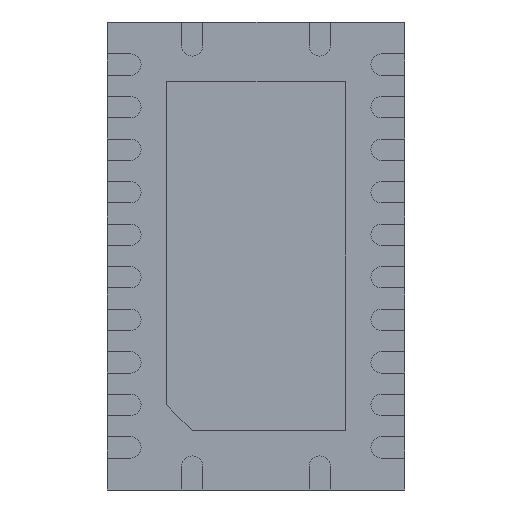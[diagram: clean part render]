
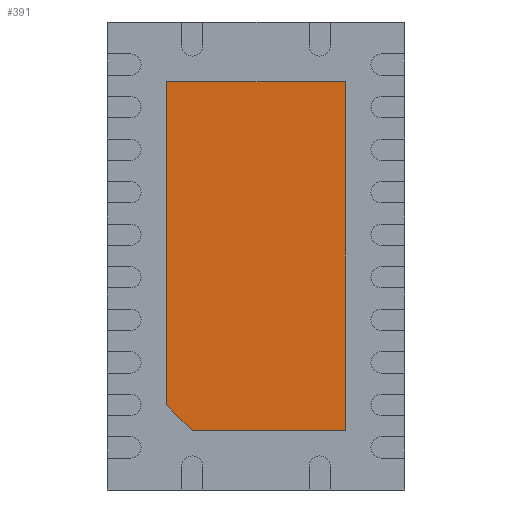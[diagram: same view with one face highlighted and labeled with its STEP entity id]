
A CAD part, front view. The second image highlights one B-rep face of the part: STEP entity #391.
In plain terms, the highlighted planar face has unit normal (0, -1, 0).
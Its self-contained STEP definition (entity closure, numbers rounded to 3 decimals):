
#315 = PLANE ( 'NONE',  #3291 ) ;
#391 = ADVANCED_FACE ( 'NONE', ( #1639 ), #315, .T. ) ;
#411 = LINE ( 'NONE', #5307, #7538 ) ;
#419 = VERTEX_POINT ( 'NONE', #1558 ) ;
#451 = CARTESIAN_POINT ( 'NONE',  ( -1.05, 0., -2.05 ) ) ;
#979 = CARTESIAN_POINT ( 'NONE',  ( -1.05, 0., 2.05 ) ) ;
#1273 = ORIENTED_EDGE ( 'NONE', *, *, #2239, .T. ) ;
#1558 = CARTESIAN_POINT ( 'NONE',  ( 1.05, 0., 2.05 ) ) ;
#1639 = FACE_OUTER_BOUND ( 'NONE', #5080, .T. ) ;
#1792 = CARTESIAN_POINT ( 'NONE',  ( -1.05, 0., 2.05 ) ) ;
#1870 = EDGE_CURVE ( 'NONE', #419, #5214, #2972, .T. ) ;
#2239 = EDGE_CURVE ( 'NONE', #3033, #419, #411, .T. ) ;
#2332 = ORIENTED_EDGE ( 'NONE', *, *, #7198, .T. ) ;
#2538 = ORIENTED_EDGE ( 'NONE', *, *, #5619, .T. ) ;
#2938 = DIRECTION ( 'NONE',  ( 0., -1., 0. ) ) ;
#2972 = LINE ( 'NONE', #1792, #5228 ) ;
#3033 = VERTEX_POINT ( 'NONE', #3449 ) ;
#3291 = AXIS2_PLACEMENT_3D ( 'NONE', #4107, #2938, #6601 ) ;
#3449 = CARTESIAN_POINT ( 'NONE',  ( 1.05, 0., -2.05 ) ) ;
#3582 = DIRECTION ( 'NONE',  ( 1., 0., 0. ) ) ;
#3733 = CARTESIAN_POINT ( 'NONE',  ( -0.75, 0., -2.05 ) ) ;
#3909 = VECTOR ( 'NONE', #7987, 1000. ) ;
#4033 = DIRECTION ( 'NONE',  ( 0.707, 0., -0.707 ) ) ;
#4086 = DIRECTION ( 'NONE',  ( 0., 0., 1. ) ) ;
#4107 = CARTESIAN_POINT ( 'NONE',  ( 0., 0., 0. ) ) ;
#4764 = LINE ( 'NONE', #451, #7292 ) ;
#4847 = CARTESIAN_POINT ( 'NONE',  ( -1.05, 0., -1.75 ) ) ;
#5080 = EDGE_LOOP ( 'NONE', ( #2332, #7322, #2538, #1273, #6795 ) ) ;
#5201 = VERTEX_POINT ( 'NONE', #4847 ) ;
#5214 = VERTEX_POINT ( 'NONE', #7968 ) ;
#5228 = VECTOR ( 'NONE', #8055, 1000. ) ;
#5248 = CARTESIAN_POINT ( 'NONE',  ( -1.4, 0., -1.4 ) ) ;
#5307 = CARTESIAN_POINT ( 'NONE',  ( 1.05, 0., 2.05 ) ) ;
#5619 = EDGE_CURVE ( 'NONE', #6794, #3033, #4764, .T. ) ;
#6019 = EDGE_CURVE ( 'NONE', #5201, #6794, #7270, .T. ) ;
#6238 = VECTOR ( 'NONE', #4033, 1000. ) ;
#6601 = DIRECTION ( 'NONE',  ( 0., 0., -1. ) ) ;
#6732 = LINE ( 'NONE', #979, #3909 ) ;
#6794 = VERTEX_POINT ( 'NONE', #3733 ) ;
#6795 = ORIENTED_EDGE ( 'NONE', *, *, #1870, .T. ) ;
#7198 = EDGE_CURVE ( 'NONE', #5214, #5201, #6732, .T. ) ;
#7270 = LINE ( 'NONE', #5248, #6238 ) ;
#7292 = VECTOR ( 'NONE', #3582, 1000. ) ;
#7322 = ORIENTED_EDGE ( 'NONE', *, *, #6019, .T. ) ;
#7538 = VECTOR ( 'NONE', #4086, 1000. ) ;
#7968 = CARTESIAN_POINT ( 'NONE',  ( -1.05, 0., 2.05 ) ) ;
#7987 = DIRECTION ( 'NONE',  ( 0., 0., -1. ) ) ;
#8055 = DIRECTION ( 'NONE',  ( -1., 0., 0. ) ) ;
